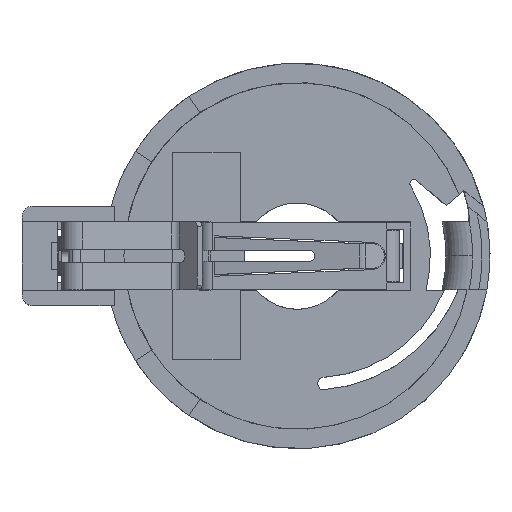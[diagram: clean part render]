
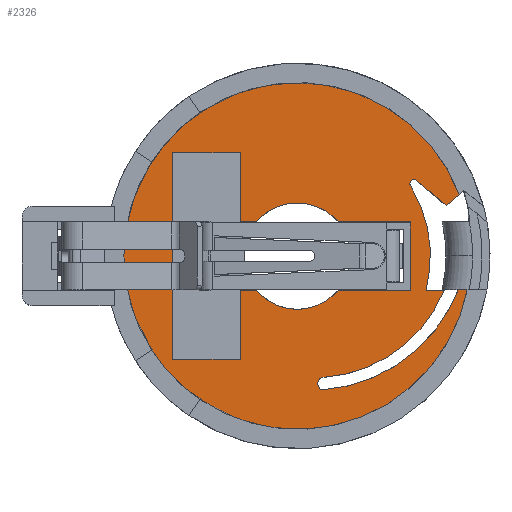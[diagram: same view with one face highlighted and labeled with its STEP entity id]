
A CAD part, top view. The second image highlights one B-rep face of the part: STEP entity #2326.
In plain terms, the highlighted planar face has unit normal (0, 0, 1).
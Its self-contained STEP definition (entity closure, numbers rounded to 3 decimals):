
#378 = VERTEX_POINT('',#379);
#379 = CARTESIAN_POINT('',(18.873,-2.032,4.191));
#385 = EDGE_CURVE('',#386,#378,#388,.T.);
#386 = VERTEX_POINT('',#387);
#387 = CARTESIAN_POINT('',(13.994,-2.032,4.191));
#388 = CIRCLE('',#389,3.175);
#389 = AXIS2_PLACEMENT_3D('',#390,#391,#392);
#390 = CARTESIAN_POINT('',(16.434,0.,4.191));
#391 = DIRECTION('',(0.,0.,1.));
#392 = DIRECTION('',(1.,0.,0.));
#452 = VERTEX_POINT('',#453);
#453 = CARTESIAN_POINT('',(23.576,4.51,4.191));
#471 = VERTEX_POINT('',#472);
#472 = CARTESIAN_POINT('',(23.156,4.318,4.191));
#478 = EDGE_CURVE('',#471,#452,#479,.T.);
#479 = CIRCLE('',#480,0.254);
#480 = AXIS2_PLACEMENT_3D('',#481,#482,#483);
#481 = CARTESIAN_POINT('',(23.41,4.318,4.191));
#482 = DIRECTION('',(0.,0.,-1.));
#483 = DIRECTION('',(1.,0.,0.));
#494 = VERTEX_POINT('',#495);
#495 = CARTESIAN_POINT('',(18.034,-7.239,4.191));
#513 = VERTEX_POINT('',#514);
#514 = CARTESIAN_POINT('',(17.653,-7.62,4.191));
#520 = EDGE_CURVE('',#513,#494,#521,.T.);
#521 = CIRCLE('',#522,0.381);
#522 = AXIS2_PLACEMENT_3D('',#523,#524,#525);
#523 = CARTESIAN_POINT('',(18.034,-7.62,4.191));
#524 = DIRECTION('',(0.,0.,-1.));
#525 = DIRECTION('',(1.,0.,0.));
#536 = VERTEX_POINT('',#537);
#537 = CARTESIAN_POINT('',(26.784,0.,4.191));
#606 = VERTEX_POINT('',#607);
#607 = CARTESIAN_POINT('',(6.083,0.,4.191));
#613 = EDGE_CURVE('',#606,#536,#614,.T.);
#614 = CIRCLE('',#615,10.351);
#615 = AXIS2_PLACEMENT_3D('',#616,#617,#618);
#616 = CARTESIAN_POINT('',(16.434,0.,4.191));
#617 = DIRECTION('',(0.,0.,1.));
#618 = DIRECTION('',(1.,0.,0.));
#629 = VERTEX_POINT('',#630);
#630 = CARTESIAN_POINT('',(26.724,1.111,4.191));
#646 = EDGE_CURVE('',#536,#629,#647,.T.);
#647 = CIRCLE('',#648,10.351);
#648 = AXIS2_PLACEMENT_3D('',#649,#650,#651);
#649 = CARTESIAN_POINT('',(16.434,0.,4.191));
#650 = DIRECTION('',(0.,0.,1.));
#651 = DIRECTION('',(1.,0.,0.));
#1614 = VERTEX_POINT('',#1615);
#1615 = CARTESIAN_POINT('',(26.105,3.688,4.191));
#1621 = EDGE_CURVE('',#1614,#606,#1622,.T.);
#1622 = CIRCLE('',#1623,10.351);
#1623 = AXIS2_PLACEMENT_3D('',#1624,#1625,#1626);
#1624 = CARTESIAN_POINT('',(16.434,0.,4.191)
  );
#1625 = DIRECTION('',(0.,0.,1.));
#1626 = DIRECTION('',(1.,0.,0.));
#1646 = EDGE_CURVE('',#1647,#1614,#1649,.T.);
#1647 = VERTEX_POINT('',#1648);
#1648 = CARTESIAN_POINT('',(25.319,3.004,4.191));
#1649 = LINE('',#1650,#1651);
#1650 = CARTESIAN_POINT('',(26.369,3.919,4.191));
#1651 = VECTOR('',#1652,1.);
#1652 = DIRECTION('',(0.754,0.657,0.)
  );
#1811 = EDGE_CURVE('',#629,#1812,#1814,.T.);
#1812 = VERTEX_POINT('',#1813);
#1813 = CARTESIAN_POINT('',(17.949,-7.992,4.191));
#1814 = CIRCLE('',#1815,9.501);
#1815 = AXIS2_PLACEMENT_3D('',#1816,#1817,#1818);
#1816 = CARTESIAN_POINT('',(17.231,1.482,4.191));
#1817 = DIRECTION('',(0.,0.,-1.));
#1818 = DIRECTION('',(1.,0.,0.));
#1959 = EDGE_CURVE('',#1812,#513,#1960,.T.);
#1960 = CIRCLE('',#1961,0.381);
#1961 = AXIS2_PLACEMENT_3D('',#1962,#1963,#1964);
#1962 = CARTESIAN_POINT('',(18.034,-7.62,4.191));
#1963 = DIRECTION('',(0.,0.,-1.));
#1964 = DIRECTION('',(1.,0.,0.));
#1975 = EDGE_CURVE('',#494,#1976,#1978,.T.);
#1976 = VERTEX_POINT('',#1977);
#1977 = CARTESIAN_POINT('',(25.203,-2.032,4.191));
#1978 = CIRCLE('',#1979,8.39);
#1979 = AXIS2_PLACEMENT_3D('',#1980,#1981,#1982);
#1980 = CARTESIAN_POINT('',(17.432,1.129,4.191));
#1981 = DIRECTION('',(0.,0.,1.));
#1982 = DIRECTION('',(1.,0.,0.));
#2000 = EDGE_CURVE('',#1976,#2001,#2003,.T.);
#2001 = VERTEX_POINT('',#2002);
#2002 = CARTESIAN_POINT('',(24.12,-2.032,4.191));
#2003 = LINE('',#2004,#2005);
#2004 = CARTESIAN_POINT('',(25.203,-2.032,4.191));
#2005 = VECTOR('',#2006,1.);
#2006 = DIRECTION('',(-1.,0.,0.));
#2024 = EDGE_CURVE('',#2001,#2025,#2027,.T.);
#2025 = VERTEX_POINT('',#2026);
#2026 = CARTESIAN_POINT('',(23.194,4.184,4.191));
#2027 = CIRCLE('',#2028,7.95);
#2028 = AXIS2_PLACEMENT_3D('',#2029,#2030,#2031);
#2029 = CARTESIAN_POINT('',(16.434,0.,4.191)
  );
#2030 = DIRECTION('',(0.,0.,1.));
#2031 = DIRECTION('',(1.,0.,0.));
#2051 = EDGE_CURVE('',#2025,#471,#2052,.T.);
#2052 = CIRCLE('',#2053,0.254);
#2053 = AXIS2_PLACEMENT_3D('',#2054,#2055,#2056);
#2054 = CARTESIAN_POINT('',(23.41,4.318,4.191));
#2055 = DIRECTION('',(0.,0.,-1.));
#2056 = DIRECTION('',(1.,0.,0.));
#2067 = EDGE_CURVE('',#452,#1647,#2068,.T.);
#2068 = LINE('',#2069,#2070);
#2069 = CARTESIAN_POINT('',(23.576,4.51,4.191));
#2070 = VECTOR('',#2071,1.);
#2071 = DIRECTION('',(0.757,-0.654,0.
    ));
#2103 = VERTEX_POINT('',#2104);
#2104 = CARTESIAN_POINT('',(13.994,2.032,4.191));
#2110 = EDGE_CURVE('',#2111,#2103,#2113,.T.);
#2111 = VERTEX_POINT('',#2112);
#2112 = CARTESIAN_POINT('',(18.873,2.032,4.191));
#2113 = CIRCLE('',#2114,3.175);
#2114 = AXIS2_PLACEMENT_3D('',#2115,#2116,#2117);
#2115 = CARTESIAN_POINT('',(16.434,0.,4.191)
  );
#2116 = DIRECTION('',(0.,0.,1.));
#2117 = DIRECTION('',(1.,0.,0.));
#2326 = ADVANCED_FACE('',(#2327,#2407),#2422,.T.);
#2327 = FACE_BOUND('',#2328,.T.);
#2328 = EDGE_LOOP('',(#2329,#2337,#2345,#2353,#2361,#2369,#2377,#2383,
    #2384,#2392,#2400,#2406));
#2329 = ORIENTED_EDGE('',*,*,#2330,.F.);
#2330 = EDGE_CURVE('',#2331,#386,#2333,.T.);
#2331 = VERTEX_POINT('',#2332);
#2332 = CARTESIAN_POINT('',(13.03,-2.032,4.191));
#2333 = LINE('',#2334,#2335);
#2334 = CARTESIAN_POINT('',(23.19,-2.032,4.191));
#2335 = VECTOR('',#2336,1.);
#2336 = DIRECTION('',(1.,0.,0.));
#2337 = ORIENTED_EDGE('',*,*,#2338,.F.);
#2338 = EDGE_CURVE('',#2339,#2331,#2341,.T.);
#2339 = VERTEX_POINT('',#2340);
#2340 = CARTESIAN_POINT('',(13.03,-6.173,4.191));
#2341 = LINE('',#2342,#2343);
#2342 = CARTESIAN_POINT('',(13.03,-2.032,4.191));
#2343 = VECTOR('',#2344,1.);
#2344 = DIRECTION('',(0.,1.,0.));
#2345 = ORIENTED_EDGE('',*,*,#2346,.F.);
#2346 = EDGE_CURVE('',#2347,#2339,#2349,.T.);
#2347 = VERTEX_POINT('',#2348);
#2348 = CARTESIAN_POINT('',(8.992,-6.173,4.191));
#2349 = LINE('',#2350,#2351);
#2350 = CARTESIAN_POINT('',(13.03,-6.173,4.191));
#2351 = VECTOR('',#2352,1.);
#2352 = DIRECTION('',(1.,0.,0.));
#2353 = ORIENTED_EDGE('',*,*,#2354,.F.);
#2354 = EDGE_CURVE('',#2355,#2347,#2357,.T.);
#2355 = VERTEX_POINT('',#2356);
#2356 = CARTESIAN_POINT('',(8.992,6.172,4.191));
#2357 = LINE('',#2358,#2359);
#2358 = CARTESIAN_POINT('',(8.992,6.172,4.191));
#2359 = VECTOR('',#2360,1.);
#2360 = DIRECTION('',(0.,-1.,0.));
#2361 = ORIENTED_EDGE('',*,*,#2362,.F.);
#2362 = EDGE_CURVE('',#2363,#2355,#2365,.T.);
#2363 = VERTEX_POINT('',#2364);
#2364 = CARTESIAN_POINT('',(13.03,6.172,4.191));
#2365 = LINE('',#2366,#2367);
#2366 = CARTESIAN_POINT('',(13.03,6.172,4.191));
#2367 = VECTOR('',#2368,1.);
#2368 = DIRECTION('',(-1.,0.,0.));
#2369 = ORIENTED_EDGE('',*,*,#2370,.F.);
#2370 = EDGE_CURVE('',#2371,#2363,#2373,.T.);
#2371 = VERTEX_POINT('',#2372);
#2372 = CARTESIAN_POINT('',(13.03,2.032,4.191));
#2373 = LINE('',#2374,#2375);
#2374 = CARTESIAN_POINT('',(13.03,2.032,4.191));
#2375 = VECTOR('',#2376,1.);
#2376 = DIRECTION('',(0.,1.,0.));
#2377 = ORIENTED_EDGE('',*,*,#2378,.F.);
#2378 = EDGE_CURVE('',#2103,#2371,#2379,.T.);
#2379 = LINE('',#2380,#2381);
#2380 = CARTESIAN_POINT('',(23.19,2.032,4.191));
#2381 = VECTOR('',#2382,1.);
#2382 = DIRECTION('',(-1.,0.,0.));
#2383 = ORIENTED_EDGE('',*,*,#2110,.F.);
#2384 = ORIENTED_EDGE('',*,*,#2385,.F.);
#2385 = EDGE_CURVE('',#2386,#2111,#2388,.T.);
#2386 = VERTEX_POINT('',#2387);
#2387 = CARTESIAN_POINT('',(23.19,2.032,4.191));
#2388 = LINE('',#2389,#2390);
#2389 = CARTESIAN_POINT('',(23.19,2.032,4.191));
#2390 = VECTOR('',#2391,1.);
#2391 = DIRECTION('',(-1.,0.,0.));
#2392 = ORIENTED_EDGE('',*,*,#2393,.F.);
#2393 = EDGE_CURVE('',#2394,#2386,#2396,.T.);
#2394 = VERTEX_POINT('',#2395);
#2395 = CARTESIAN_POINT('',(23.19,-2.032,4.191));
#2396 = LINE('',#2397,#2398);
#2397 = CARTESIAN_POINT('',(23.19,-2.032,4.191));
#2398 = VECTOR('',#2399,1.);
#2399 = DIRECTION('',(0.,1.,0.));
#2400 = ORIENTED_EDGE('',*,*,#2401,.F.);
#2401 = EDGE_CURVE('',#378,#2394,#2402,.T.);
#2402 = LINE('',#2403,#2404);
#2403 = CARTESIAN_POINT('',(23.19,-2.032,4.191));
#2404 = VECTOR('',#2405,1.);
#2405 = DIRECTION('',(1.,0.,0.));
#2406 = ORIENTED_EDGE('',*,*,#385,.F.);
#2407 = FACE_BOUND('',#2408,.T.);
#2408 = EDGE_LOOP('',(#2409,#2410,#2411,#2412,#2413,#2414,#2415,#2416,
    #2417,#2418,#2419,#2420,#2421));
#2409 = ORIENTED_EDGE('',*,*,#1811,.T.);
#2410 = ORIENTED_EDGE('',*,*,#1959,.T.);
#2411 = ORIENTED_EDGE('',*,*,#520,.T.);
#2412 = ORIENTED_EDGE('',*,*,#1975,.T.);
#2413 = ORIENTED_EDGE('',*,*,#2000,.T.);
#2414 = ORIENTED_EDGE('',*,*,#2024,.T.);
#2415 = ORIENTED_EDGE('',*,*,#2051,.T.);
#2416 = ORIENTED_EDGE('',*,*,#478,.T.);
#2417 = ORIENTED_EDGE('',*,*,#2067,.T.);
#2418 = ORIENTED_EDGE('',*,*,#1646,.T.);
#2419 = ORIENTED_EDGE('',*,*,#1621,.T.);
#2420 = ORIENTED_EDGE('',*,*,#613,.T.);
#2421 = ORIENTED_EDGE('',*,*,#646,.T.);
#2422 = PLANE('',#2423);
#2423 = AXIS2_PLACEMENT_3D('',#2424,#2425,#2426);
#2424 = CARTESIAN_POINT('',(16.434,0.,4.191)
  );
#2425 = DIRECTION('',(0.,0.,1.));
#2426 = DIRECTION('',(1.,0.,0.));
